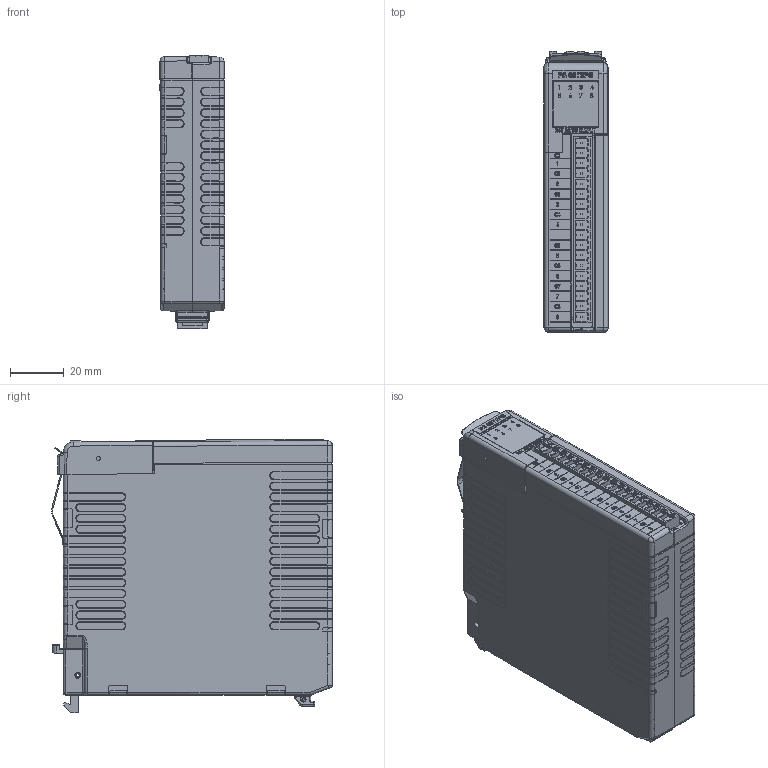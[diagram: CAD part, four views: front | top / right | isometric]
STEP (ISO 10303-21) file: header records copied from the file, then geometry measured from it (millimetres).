
FILE_DESCRIPTION (( 'STEP AP214' ), '1' );
FILE_NAME ('P2-08TEPS.STEP', '2025-10-01T01:41:00', ( '' ), ( '' ), 'SwSTEP 2.0', 'SolidWorks 2024', '' );
FILE_SCHEMA (( 'AUTOMOTIVE_DESIGN' ));
Length unit declared in the file: inch
Products named in the file (1): P2-08TEPS
Bounding box: 23.86 x 104.59 x 101.83 mm (x, y, z)
Volume: 204123 mm3; surface area: 45574.2 mm2
Topology: 9 solids, 13 shells, 3967 faces, 10898 edges, 7111 vertices
Faces by surface type: plane 2058, bspline 883, cylinder 833, torus 88, cone 72, sphere 33
Entity records: 166363 total; most frequent: CARTESIAN_POINT 72584, ORIENTED_EDGE 21752, DIRECTION 16015, EDGE_CURVE 10876, VERTEX_POINT 7111, LINE 6671, VECTOR 6671, AXIS2_PLACEMENT_3D 4672
